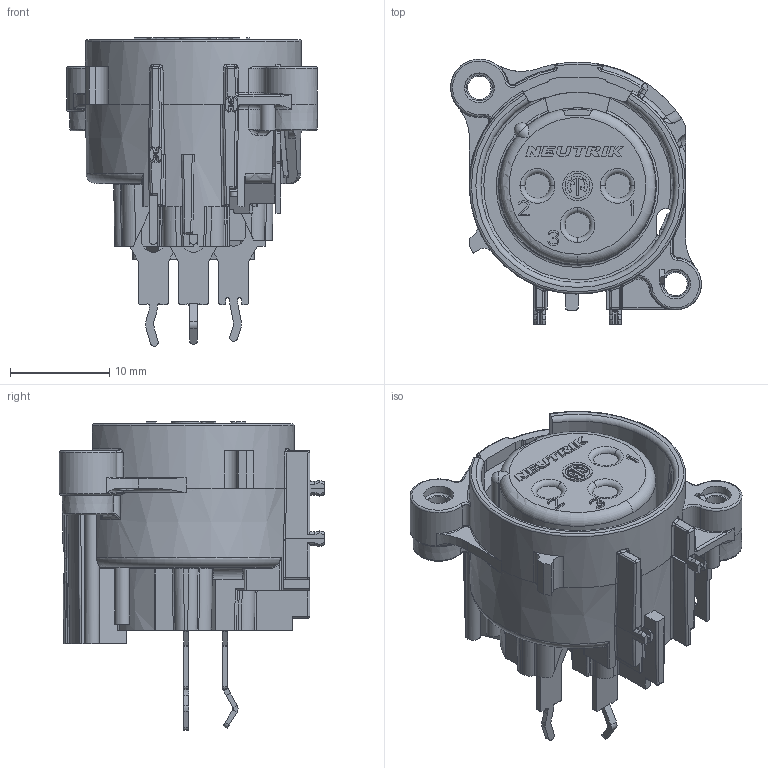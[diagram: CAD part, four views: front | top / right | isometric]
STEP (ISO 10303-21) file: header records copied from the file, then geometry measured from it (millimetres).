
FILE_DESCRIPTION((''),'2;1');
FILE_NAME('30012085','2025-01-16T16:19:34',('SYSTEM'),(''),'CREO PARAMETRIC BY PTC INC, 2023424','CREO PARAMETRIC BY PTC INC, 2023424','');
FILE_SCHEMA(('CONFIG_CONTROL_DESIGN'));
Length unit declared in the file: millimetre
Products named in the file (1): 30012085
Bounding box: 25.3 x 26.8 x 31.11 mm (x, y, z)
Volume: 5398.1 mm3; surface area: 5670 mm2
Topology: 1 solids, 1 shells, 1365 faces, 3738 edges, 2380 vertices
Faces by surface type: plane 722, cylinder 326, bspline 144, torus 103, cone 43, sphere 24, extrusion 2, revolution 1
Entity records: 48390 total; most frequent: CARTESIAN_POINT 14777, ORIENTED_EDGE 7466, DIRECTION 6477, EDGE_CURVE 3733, VERTEX_POINT 2380, VECTOR 2228, LINE 2226, AXIS2_PLACEMENT_3D 2124
